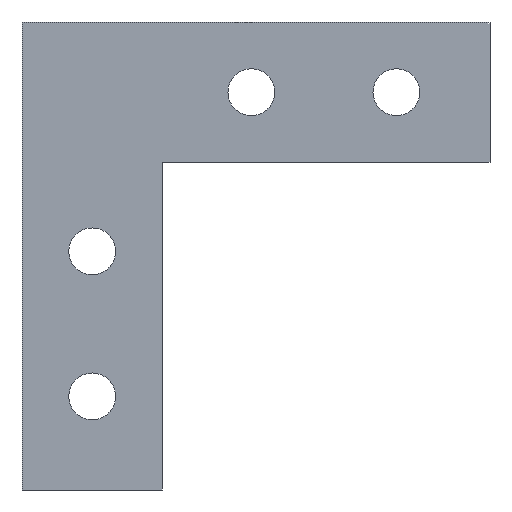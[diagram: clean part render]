
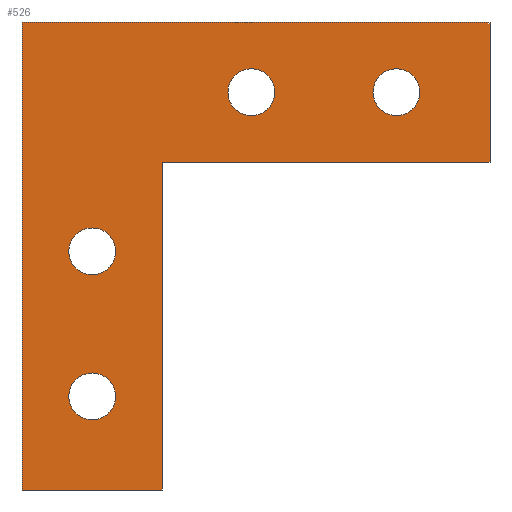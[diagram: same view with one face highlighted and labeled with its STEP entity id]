
A CAD part, front view. The second image highlights one B-rep face of the part: STEP entity #526.
In plain terms, the highlighted planar face has unit normal (0, -1, 0).
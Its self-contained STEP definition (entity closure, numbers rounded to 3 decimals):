
#1 = DIRECTION ( 'NONE',  ( 0., -1., 0. ) ) ;
#2 = EDGE_LOOP ( 'NONE', ( #322, #422 ) ) ;
#3 = CARTESIAN_POINT ( 'NONE',  ( 7.5, 0., -42.5 ) ) ;
#4 = VECTOR ( 'NONE', #275, 1000. ) ;
#8 = CIRCLE ( 'NONE', #104, 2.5 ) ;
#17 = CARTESIAN_POINT ( 'NONE',  ( 0., 0., 0. ) ) ;
#22 = EDGE_CURVE ( 'NONE', #504, #358, #96, .T. ) ;
#38 = CARTESIAN_POINT ( 'NONE',  ( 40., 0., -5. ) ) ;
#42 = VERTEX_POINT ( 'NONE', #213 ) ;
#43 = DIRECTION ( 'NONE',  ( 0., -1., 0. ) ) ;
#49 = EDGE_CURVE ( 'NONE', #189, #365, #420, .T. ) ;
#63 = CARTESIAN_POINT ( 'NONE',  ( 15., 0., -15. ) ) ;
#65 = LINE ( 'NONE', #207, #74 ) ;
#66 = ORIENTED_EDGE ( 'NONE', *, *, #196, .F. ) ;
#74 = VECTOR ( 'NONE', #121, 1000. ) ;
#80 = CARTESIAN_POINT ( 'NONE',  ( 40., 0., -7.5 ) ) ;
#86 = EDGE_CURVE ( 'NONE', #554, #372, #443, .T. ) ;
#87 = DIRECTION ( 'NONE',  ( 0., 1., 0. ) ) ;
#88 = ORIENTED_EDGE ( 'NONE', *, *, #469, .F. ) ;
#96 = CIRCLE ( 'NONE', #199, 2.5 ) ;
#99 = DIRECTION ( 'NONE',  ( 0., 0., 1. ) ) ;
#102 = ORIENTED_EDGE ( 'NONE', *, *, #534, .F. ) ;
#104 = AXIS2_PLACEMENT_3D ( 'NONE', #362, #510, #260 ) ;
#116 = DIRECTION ( 'NONE',  ( 0., 0., -1. ) ) ;
#121 = DIRECTION ( 'NONE',  ( 1., 0., 0. ) ) ;
#125 = DIRECTION ( 'NONE',  ( 0., 0., 1. ) ) ;
#127 = CARTESIAN_POINT ( 'NONE',  ( 7.5, 0., -40. ) ) ;
#128 = AXIS2_PLACEMENT_3D ( 'NONE', #17, #574, #206 ) ;
#134 = AXIS2_PLACEMENT_3D ( 'NONE', #127, #87, #357 ) ;
#135 = DIRECTION ( 'NONE',  ( 0., 0., 1. ) ) ;
#137 = CARTESIAN_POINT ( 'NONE',  ( 24.5, 0., -10. ) ) ;
#146 = EDGE_CURVE ( 'NONE', #560, #554, #65, .T. ) ;
#147 = FACE_OUTER_BOUND ( 'NONE', #232, .T. ) ;
#150 = FACE_BOUND ( 'NONE', #363, .T. ) ;
#152 = AXIS2_PLACEMENT_3D ( 'NONE', #156, #249, #247 ) ;
#155 = CARTESIAN_POINT ( 'NONE',  ( 0., 0., 0. ) ) ;
#156 = CARTESIAN_POINT ( 'NONE',  ( 24.5, 0., -7.5 ) ) ;
#170 = CARTESIAN_POINT ( 'NONE',  ( 7.5, 0., -40. ) ) ;
#183 = ORIENTED_EDGE ( 'NONE', *, *, #583, .F. ) ;
#184 = CARTESIAN_POINT ( 'NONE',  ( 0., 0., 0. ) ) ;
#185 = EDGE_CURVE ( 'NONE', #282, #507, #539, .T. ) ;
#186 = DIRECTION ( 'NONE',  ( 0., 0., 1. ) ) ;
#188 = EDGE_LOOP ( 'NONE', ( #427, #355 ) ) ;
#189 = VERTEX_POINT ( 'NONE', #225 ) ;
#193 = VECTOR ( 'NONE', #116, 1000. ) ;
#196 = EDGE_CURVE ( 'NONE', #372, #562, #223, .T. ) ;
#197 = LINE ( 'NONE', #242, #370 ) ;
#199 = AXIS2_PLACEMENT_3D ( 'NONE', #323, #516, #99 ) ;
#201 = EDGE_CURVE ( 'NONE', #42, #594, #236, .T. ) ;
#206 = DIRECTION ( 'NONE',  ( 0., 0., -1. ) ) ;
#207 = CARTESIAN_POINT ( 'NONE',  ( 50., 0., 0. ) ) ;
#208 = CARTESIAN_POINT ( 'NONE',  ( 15., 0., -50. ) ) ;
#210 = AXIS2_PLACEMENT_3D ( 'NONE', #80, #547, #135 ) ;
#212 = VERTEX_POINT ( 'NONE', #514 ) ;
#213 = CARTESIAN_POINT ( 'NONE',  ( 7.5, 0., -37.5 ) ) ;
#223 = LINE ( 'NONE', #321, #417 ) ;
#225 = CARTESIAN_POINT ( 'NONE',  ( 24.5, 0., -5. ) ) ;
#229 = CARTESIAN_POINT ( 'NONE',  ( 7.5, 0., -22. ) ) ;
#231 = CARTESIAN_POINT ( 'NONE',  ( 24.5, 0., -7.5 ) ) ;
#232 = EDGE_LOOP ( 'NONE', ( #269, #183, #88, #102, #66, #399 ) ) ;
#236 = CIRCLE ( 'NONE', #134, 2.5 ) ;
#237 = EDGE_CURVE ( 'NONE', #507, #282, #293, .T. ) ;
#242 = CARTESIAN_POINT ( 'NONE',  ( 0., 0., -50. ) ) ;
#247 = DIRECTION ( 'NONE',  ( 0., 0., 1. ) ) ;
#249 = DIRECTION ( 'NONE',  ( 0., -1., 0. ) ) ;
#250 = CARTESIAN_POINT ( 'NONE',  ( 15., 0., -50. ) ) ;
#255 = CIRCLE ( 'NONE', #446, 2.5 ) ;
#260 = DIRECTION ( 'NONE',  ( 0., 0., 1. ) ) ;
#265 = CIRCLE ( 'NONE', #284, 2.5 ) ;
#269 = ORIENTED_EDGE ( 'NONE', *, *, #146, .F. ) ;
#275 = DIRECTION ( 'NONE',  ( 0., 0., 1. ) ) ;
#282 = VERTEX_POINT ( 'NONE', #38 ) ;
#284 = AXIS2_PLACEMENT_3D ( 'NONE', #170, #352, #125 ) ;
#288 = EDGE_CURVE ( 'NONE', #594, #42, #265, .T. ) ;
#292 = FACE_BOUND ( 'NONE', #2, .T. ) ;
#293 = CIRCLE ( 'NONE', #476, 2.5 ) ;
#308 = EDGE_CURVE ( 'NONE', #358, #504, #8, .T. ) ;
#309 = CARTESIAN_POINT ( 'NONE',  ( 40., 0., -7.5 ) ) ;
#312 = EDGE_LOOP ( 'NONE', ( #452, #320 ) ) ;
#320 = ORIENTED_EDGE ( 'NONE', *, *, #288, .T. ) ;
#321 = CARTESIAN_POINT ( 'NONE',  ( 15., 0., -15. ) ) ;
#322 = ORIENTED_EDGE ( 'NONE', *, *, #49, .F. ) ;
#323 = CARTESIAN_POINT ( 'NONE',  ( 7.5, 0., -24.5 ) ) ;
#327 = ORIENTED_EDGE ( 'NONE', *, *, #185, .F. ) ;
#332 = CARTESIAN_POINT ( 'NONE',  ( 50., 0., 0. ) ) ;
#344 = EDGE_CURVE ( 'NONE', #365, #189, #255, .T. ) ;
#352 = DIRECTION ( 'NONE',  ( 0., 1., 0. ) ) ;
#355 = ORIENTED_EDGE ( 'NONE', *, *, #22, .T. ) ;
#357 = DIRECTION ( 'NONE',  ( 0., 0., 1. ) ) ;
#358 = VERTEX_POINT ( 'NONE', #229 ) ;
#362 = CARTESIAN_POINT ( 'NONE',  ( 7.5, 0., -24.5 ) ) ;
#363 = EDGE_LOOP ( 'NONE', ( #327, #390 ) ) ;
#364 = DIRECTION ( 'NONE',  ( -1., 0., 0. ) ) ;
#365 = VERTEX_POINT ( 'NONE', #137 ) ;
#370 = VECTOR ( 'NONE', #444, 1000. ) ;
#372 = VERTEX_POINT ( 'NONE', #381 ) ;
#381 = CARTESIAN_POINT ( 'NONE',  ( 50., 0., -15. ) ) ;
#383 = CARTESIAN_POINT ( 'NONE',  ( 40., 0., -10. ) ) ;
#384 = VECTOR ( 'NONE', #401, 1000. ) ;
#390 = ORIENTED_EDGE ( 'NONE', *, *, #237, .F. ) ;
#394 = CARTESIAN_POINT ( 'NONE',  ( 50., 0., -15. ) ) ;
#399 = ORIENTED_EDGE ( 'NONE', *, *, #86, .F. ) ;
#401 = DIRECTION ( 'NONE',  ( 0., 0., -1. ) ) ;
#412 = LINE ( 'NONE', #184, #4 ) ;
#417 = VECTOR ( 'NONE', #364, 1000. ) ;
#420 = CIRCLE ( 'NONE', #152, 2.5 ) ;
#422 = ORIENTED_EDGE ( 'NONE', *, *, #344, .F. ) ;
#427 = ORIENTED_EDGE ( 'NONE', *, *, #308, .T. ) ;
#430 = FACE_BOUND ( 'NONE', #188, .T. ) ;
#437 = CARTESIAN_POINT ( 'NONE',  ( 7.5, 0., -27. ) ) ;
#443 = LINE ( 'NONE', #394, #384 ) ;
#444 = DIRECTION ( 'NONE',  ( -1., 0., 0. ) ) ;
#446 = AXIS2_PLACEMENT_3D ( 'NONE', #231, #1, #186 ) ;
#452 = ORIENTED_EDGE ( 'NONE', *, *, #201, .T. ) ;
#469 = EDGE_CURVE ( 'NONE', #481, #212, #197, .T. ) ;
#476 = AXIS2_PLACEMENT_3D ( 'NONE', #309, #43, #593 ) ;
#481 = VERTEX_POINT ( 'NONE', #208 ) ;
#486 = FACE_BOUND ( 'NONE', #312, .T. ) ;
#504 = VERTEX_POINT ( 'NONE', #437 ) ;
#507 = VERTEX_POINT ( 'NONE', #383 ) ;
#510 = DIRECTION ( 'NONE',  ( 0., 1., 0. ) ) ;
#514 = CARTESIAN_POINT ( 'NONE',  ( 0., 0., -50. ) ) ;
#516 = DIRECTION ( 'NONE',  ( 0., 1., 0. ) ) ;
#523 = PLANE ( 'NONE',  #128 ) ;
#526 = ADVANCED_FACE ( 'NONE', ( #292, #150, #147, #430, #486 ), #523, .T. ) ;
#534 = EDGE_CURVE ( 'NONE', #562, #481, #572, .T. ) ;
#539 = CIRCLE ( 'NONE', #210, 2.5 ) ;
#547 = DIRECTION ( 'NONE',  ( 0., -1., 0. ) ) ;
#554 = VERTEX_POINT ( 'NONE', #332 ) ;
#560 = VERTEX_POINT ( 'NONE', #155 ) ;
#562 = VERTEX_POINT ( 'NONE', #63 ) ;
#572 = LINE ( 'NONE', #250, #193 ) ;
#574 = DIRECTION ( 'NONE',  ( 0., -1., 0. ) ) ;
#583 = EDGE_CURVE ( 'NONE', #212, #560, #412, .T. ) ;
#593 = DIRECTION ( 'NONE',  ( 0., 0., 1. ) ) ;
#594 = VERTEX_POINT ( 'NONE', #3 ) ;
